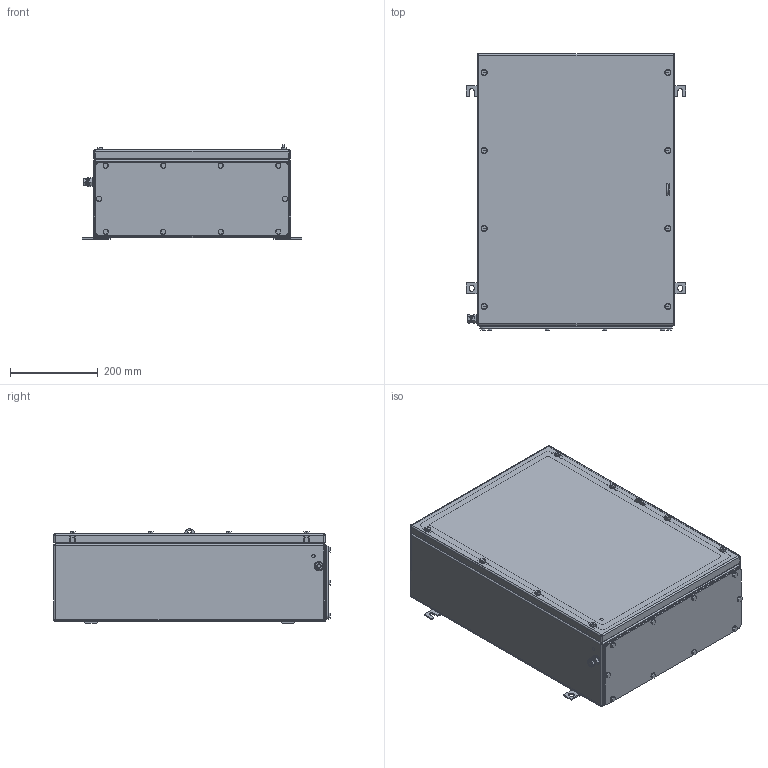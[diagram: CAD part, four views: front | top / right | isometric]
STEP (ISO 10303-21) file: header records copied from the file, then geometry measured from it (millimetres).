
FILE_DESCRIPTION(('CATIA V5 STEP Exchange','CAx-IF Rec.Pracs.--- Model Styling and Organization---1.4--- 2014-01-23'),'2;1');
FILE_NAME ('008575-6_2_1195360000_1195360000.stp','2019-08-06T09:16:43+00:00',('none'),('Weidmueller'),'CATIA Version 5-6 Release 2016 SP3 HF44','CATIA V5 STEP AP214','none');
FILE_SCHEMA(('AUTOMOTIVE_DESIGN { 1 0 10303 214 1 1 1 1 }'));
Length unit declared in the file: millimetre
Products named in the file (1): 1195360000
Bounding box: 501 x 631 x 214.9 mm (x, y, z)
Volume: 1995443.4 mm3; surface area: 2371889 mm2
Topology: 70 solids, 70 shells, 1817 faces, 4422 edges, 2808 vertices
Faces by surface type: plane 930, cylinder 673, cone 168, sphere 24, torus 22
Entity records: 50221 total; most frequent: CARTESIAN_POINT 10014, ORIENTED_EDGE 8732, DIRECTION 6856, EDGE_CURVE 4366, VERTEX_POINT 2808, AXIS2_PLACEMENT_3D 2759, VECTOR 2758, LINE 2758
